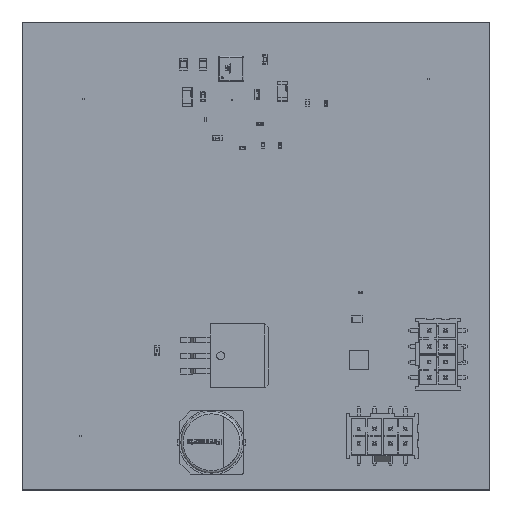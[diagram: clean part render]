
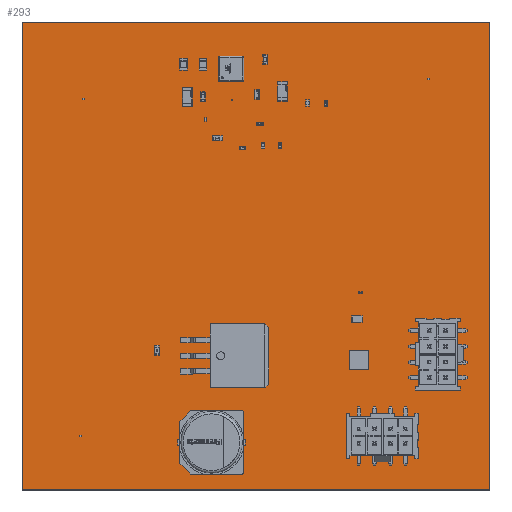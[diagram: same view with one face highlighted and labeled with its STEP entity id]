
A CAD part, top view. The second image highlights one B-rep face of the part: STEP entity #293.
In plain terms, the highlighted planar face has unit normal (0, 0, 1).
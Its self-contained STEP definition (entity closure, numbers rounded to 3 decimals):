
#164 = VERTEX_POINT('',#165);
#165 = CARTESIAN_POINT('',(0.,0.,0.693));
#171 = EDGE_CURVE('',#164,#172,#174,.T.);
#172 = VERTEX_POINT('',#173);
#173 = CARTESIAN_POINT('',(76.2,0.,0.693));
#174 = LINE('',#175,#176);
#175 = CARTESIAN_POINT('',(0.,0.,0.693));
#176 = VECTOR('',#177,1.);
#177 = DIRECTION('',(1.,0.,0.));
#202 = EDGE_CURVE('',#172,#203,#205,.T.);
#203 = VERTEX_POINT('',#204);
#204 = CARTESIAN_POINT('',(76.2,76.2,0.693));
#205 = LINE('',#206,#207);
#206 = CARTESIAN_POINT('',(76.2,0.,0.693));
#207 = VECTOR('',#208,1.);
#208 = DIRECTION('',(0.,1.,0.));
#233 = EDGE_CURVE('',#203,#234,#236,.T.);
#234 = VERTEX_POINT('',#235);
#235 = CARTESIAN_POINT('',(0.,76.2,0.693));
#236 = LINE('',#237,#238);
#237 = CARTESIAN_POINT('',(76.2,76.2,0.693));
#238 = VECTOR('',#239,1.);
#239 = DIRECTION('',(-1.,0.,0.));
#264 = EDGE_CURVE('',#234,#164,#265,.T.);
#265 = LINE('',#266,#267);
#266 = CARTESIAN_POINT('',(0.,76.2,0.693));
#267 = VECTOR('',#268,1.);
#268 = DIRECTION('',(0.,-1.,0.));
#293 = ADVANCED_FACE('',(#294),#300,.T.);
#294 = FACE_BOUND('',#295,.T.);
#295 = EDGE_LOOP('',(#296,#297,#298,#299));
#296 = ORIENTED_EDGE('',*,*,#171,.T.);
#297 = ORIENTED_EDGE('',*,*,#202,.T.);
#298 = ORIENTED_EDGE('',*,*,#233,.T.);
#299 = ORIENTED_EDGE('',*,*,#264,.T.);
#300 = PLANE('',#301);
#301 = AXIS2_PLACEMENT_3D('',#302,#303,#304);
#302 = CARTESIAN_POINT('',(38.1,38.1,0.693));
#303 = DIRECTION('',(0.,0.,1.));
#304 = DIRECTION('',(1.,0.,-0.));
